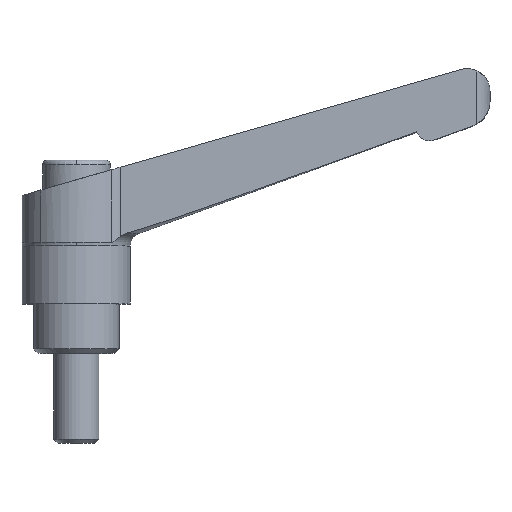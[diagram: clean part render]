
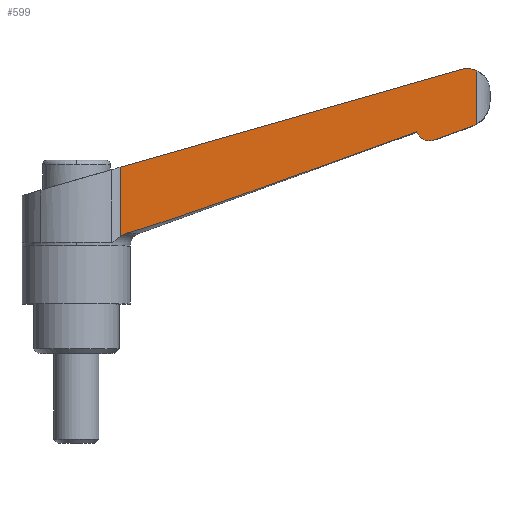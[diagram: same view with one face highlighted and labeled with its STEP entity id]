
A CAD part, top view. The second image highlights one B-rep face of the part: STEP entity #599.
In plain terms, the highlighted planar face has unit normal (0.035, 0, 0.999).
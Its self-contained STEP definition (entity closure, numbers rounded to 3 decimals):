
#263 = VERTEX_POINT( '', #750 );
#369 = VERTEX_POINT( '', #863 );
#385 = VERTEX_POINT( '', #879 );
#403 = EDGE_CURVE( '', #705, #533, #900, .T. );
#417 = VERTEX_POINT( '', #915 );
#427 = VERTEX_POINT( '', #927 );
#433 = VERTEX_POINT( '', #934 );
#485 = EDGE_CURVE( '', #433, #263, #992, .T. );
#495 = EDGE_CURVE( '', #433, #533, #1003, .T. );
#527 = EDGE_CURVE( '', #707, #369, #1039, .T. );
#533 = VERTEX_POINT( '', #1045 );
#567 = EDGE_CURVE( '', #385, #427, #1084, .T. );
#569 = EDGE_CURVE( '', #705, #385, #1086, .T. );
#599 = ADVANCED_FACE( '', ( #1119 ), #1120, .F. );
#609 = EDGE_CURVE( '', #369, #417, #1132, .T. );
#679 = EDGE_CURVE( '', #417, #263, #1208, .T. );
#701 = EDGE_CURVE( '', #427, #707, #1231, .T. );
#705 = VERTEX_POINT( '', #1236 );
#707 = VERTEX_POINT( '', #1238 );
#750 = CARTESIAN_POINT( '', ( 9.729, 41.408, 8.461 ) );
#863 = CARTESIAN_POINT( '', ( 11.158, 26.718, 8.411 ) );
#879 = CARTESIAN_POINT( '', ( 87.864, 50.488, 5.732 ) );
#900 = LINE( '', #1529, #1530 );
#915 = CARTESIAN_POINT( '', ( 9.729, 26.036, 8.461 ) );
#927 = CARTESIAN_POINT( '', ( 79.617, 47.501, 6.02 ) );
#934 = CARTESIAN_POINT( '', ( 86.144, 63.321, 5.793 ) );
#992 = LINE( '', #1673, #1674 );
#1003 = B_SPLINE_CURVE_WITH_KNOTS( '', 3, ( #1689, #1690, #1691, #1692, #1693, #1694, #1695, #1696, #1697, #1698, #1699, #1700 ), .UNSPECIFIED., .F., .F., ( 4, 2, 2, 2, 2, 4 ), ( 20.959, 21.341, 22.273, 23.205, 24.136, 24.506 ), .UNSPECIFIED. );
#1039 = ( B_SPLINE_CURVE( 2, ( #1756, #1757, #1758 ), .UNSPECIFIED., .F., .F. )B_SPLINE_CURVE_WITH_KNOTS( ( 3, 3 ), ( 0., 68.465 ), .UNSPECIFIED. )RATIONAL_B_SPLINE_CURVE( ( 1., 1.437, 1. ) )BOUNDED_CURVE(  )REPRESENTATION_ITEM( '' )GEOMETRIC_REPRESENTATION_ITEM(  )CURVE(  ) );
#1045 = CARTESIAN_POINT( '', ( 89.079, 62.824, 5.69 ) );
#1084 = ( B_SPLINE_CURVE( 2, ( #1836, #1837, #1838 ), .UNSPECIFIED., .F., .F. )B_SPLINE_CURVE_WITH_KNOTS( ( 3, 3 ), ( 0., 8.776 ), .UNSPECIFIED. )RATIONAL_B_SPLINE_CURVE( ( 1., 1.001, 1. ) )BOUNDED_CURVE(  )REPRESENTATION_ITEM( '' )GEOMETRIC_REPRESENTATION_ITEM(  )CURVE(  ) );
#1086 = B_SPLINE_CURVE_WITH_KNOTS( '', 3, ( #1847, #1848, #1849, #1850, #1851, #1852, #1853, #1854 ), .UNSPECIFIED., .F., .F., ( 4, 2, 2, 4 ), ( 5.64, 6.114, 6.671, 6.934 ), .UNSPECIFIED. );
#1119 = FACE_OUTER_BOUND( '', #1903, .T. );
#1120 = PLANE( '', #1904 );
#1132 = B_SPLINE_CURVE_WITH_KNOTS( '', 3, ( #1918, #1919, #1920, #1921, #1922, #1923, #1924, #1925 ), .UNSPECIFIED., .F., .F., ( 4, 2, 2, 4 ), ( 6.098, 6.378, 7.098, 7.598 ), .UNSPECIFIED. );
#1208 = LINE( '', #2046, #2047 );
#1231 = B_SPLINE_CURVE_WITH_KNOTS( '', 3, ( #2094, #2095, #2096, #2097, #2098, #2099, #2100, #2101, #2102, #2103, #2104, #2105, #2106, #2107, #2108, #2109, #2110, #2111, #2112, #2113 ), .UNSPECIFIED., .F., .F., ( 4, 2, 2, 2, 2, 2, 2, 2, 2, 4 ), ( 3.468, 3.897, 4.456, 5.016, 5.576, 6.135, 6.693, 7.249, 7.805, 7.931 ), .UNSPECIFIED. );
#1236 = CARTESIAN_POINT( '', ( 89.079, 51.09, 5.69 ) );
#1238 = CARTESIAN_POINT( '', ( 75.749, 49.294, 6.156 ) );
#1529 = CARTESIAN_POINT( '', ( 89.079, 0., 5.69 ) );
#1530 = VECTOR( '', #2330, 1. );
#1673 = CARTESIAN_POINT( '', ( -7.353, 36.509, 9.057 ) );
#1674 = VECTOR( '', #2432, 1. );
#1689 = CARTESIAN_POINT( '', ( 85.423, 63.171, 5.818 ) );
#1690 = CARTESIAN_POINT( '', ( 85.555, 63.209, 5.813 ) );
#1691 = CARTESIAN_POINT( '', ( 85.69, 63.241, 5.808 ) );
#1692 = CARTESIAN_POINT( '', ( 86.158, 63.334, 5.792 ) );
#1693 = CARTESIAN_POINT( '', ( 86.497, 63.365, 5.78 ) );
#1694 = CARTESIAN_POINT( '', ( 87.118, 63.365, 5.759 ) );
#1695 = CARTESIAN_POINT( '', ( 87.457, 63.334, 5.747 ) );
#1696 = CARTESIAN_POINT( '', ( 88.121, 63.203, 5.723 ) );
#1697 = CARTESIAN_POINT( '', ( 88.446, 63.101, 5.712 ) );
#1698 = CARTESIAN_POINT( '', ( 88.847, 62.936, 5.698 ) );
#1699 = CARTESIAN_POINT( '', ( 88.963, 62.883, 5.694 ) );
#1700 = CARTESIAN_POINT( '', ( 89.079, 62.824, 5.69 ) );
#1756 = CARTESIAN_POINT( '', ( 75.749, 49.294, 6.156 ) );
#1757 = CARTESIAN_POINT( '', ( 21.189, 29.557, 8.061 ) );
#1758 = CARTESIAN_POINT( '', ( 11.158, 26.718, 8.411 ) );
#1836 = CARTESIAN_POINT( '', ( 87.864, 50.488, 5.732 ) );
#1837 = CARTESIAN_POINT( '', ( 83.539, 48.921, 5.883 ) );
#1838 = CARTESIAN_POINT( '', ( 79.617, 47.501, 6.02 ) );
#1847 = CARTESIAN_POINT( '', ( 89.079, 51.09, 5.69 ) );
#1848 = CARTESIAN_POINT( '', ( 88.934, 50.997, 5.695 ) );
#1849 = CARTESIAN_POINT( '', ( 88.786, 50.91, 5.7 ) );
#1850 = CARTESIAN_POINT( '', ( 88.462, 50.738, 5.712 ) );
#1851 = CARTESIAN_POINT( '', ( 88.285, 50.656, 5.718 ) );
#1852 = CARTESIAN_POINT( '', ( 88.033, 50.551, 5.727 ) );
#1853 = CARTESIAN_POINT( '', ( 87.95, 50.519, 5.729 ) );
#1854 = CARTESIAN_POINT( '', ( 87.864, 50.488, 5.732 ) );
#1903 = EDGE_LOOP( '', ( #2601, #2602, #2603, #2604, #2605, #2606, #2607, #2608, #2609 ) );
#1904 = AXIS2_PLACEMENT_3D( '', #2610, #2611, #2612 );
#1918 = CARTESIAN_POINT( '', ( 11.158, 26.718, 8.411 ) );
#1919 = CARTESIAN_POINT( '', ( 11.063, 26.692, 8.414 ) );
#1920 = CARTESIAN_POINT( '', ( 10.971, 26.663, 8.418 ) );
#1921 = CARTESIAN_POINT( '', ( 10.657, 26.553, 8.429 ) );
#1922 = CARTESIAN_POINT( '', ( 10.415, 26.448, 8.437 ) );
#1923 = CARTESIAN_POINT( '', ( 10.025, 26.236, 8.451 ) );
#1924 = CARTESIAN_POINT( '', ( 9.871, 26.138, 8.456 ) );
#1925 = CARTESIAN_POINT( '', ( 9.729, 26.036, 8.461 ) );
#2046 = CARTESIAN_POINT( '', ( 9.729, 0., 8.461 ) );
#2047 = VECTOR( '', #2710, 1. );
#2094 = CARTESIAN_POINT( '', ( 79.617, 47.501, 6.02 ) );
#2095 = CARTESIAN_POINT( '', ( 79.478, 47.451, 6.025 ) );
#2096 = CARTESIAN_POINT( '', ( 79.327, 47.408, 6.031 ) );
#2097 = CARTESIAN_POINT( '', ( 78.975, 47.338, 6.043 ) );
#2098 = CARTESIAN_POINT( '', ( 78.772, 47.32, 6.05 ) );
#2099 = CARTESIAN_POINT( '', ( 78.398, 47.32, 6.063 ) );
#2100 = CARTESIAN_POINT( '', ( 78.195, 47.338, 6.07 ) );
#2101 = CARTESIAN_POINT( '', ( 77.796, 47.418, 6.084 ) );
#2102 = CARTESIAN_POINT( '', ( 77.6, 47.478, 6.091 ) );
#2103 = CARTESIAN_POINT( '', ( 77.256, 47.621, 6.103 ) );
#2104 = CARTESIAN_POINT( '', ( 77.075, 47.715, 6.109 ) );
#2105 = CARTESIAN_POINT( '', ( 76.737, 47.94, 6.121 ) );
#2106 = CARTESIAN_POINT( '', ( 76.58, 48.07, 6.126 ) );
#2107 = CARTESIAN_POINT( '', ( 76.317, 48.332, 6.136 ) );
#2108 = CARTESIAN_POINT( '', ( 76.187, 48.488, 6.14 ) );
#2109 = CARTESIAN_POINT( '', ( 75.962, 48.824, 6.148 ) );
#2110 = CARTESIAN_POINT( '', ( 75.867, 49.004, 6.151 ) );
#2111 = CARTESIAN_POINT( '', ( 75.78, 49.213, 6.154 ) );
#2112 = CARTESIAN_POINT( '', ( 75.764, 49.253, 6.155 ) );
#2113 = CARTESIAN_POINT( '', ( 75.749, 49.294, 6.156 ) );
#2330 = DIRECTION( '', ( 0., 1., 0. ) );
#2432 = DIRECTION( '', ( -0.961, -0.275, 0.034 ) );
#2601 = ORIENTED_EDGE( '', *, *, #485, .T. );
#2602 = ORIENTED_EDGE( '', *, *, #679, .F. );
#2603 = ORIENTED_EDGE( '', *, *, #609, .F. );
#2604 = ORIENTED_EDGE( '', *, *, #527, .F. );
#2605 = ORIENTED_EDGE( '', *, *, #701, .F. );
#2606 = ORIENTED_EDGE( '', *, *, #567, .F. );
#2607 = ORIENTED_EDGE( '', *, *, #569, .F. );
#2608 = ORIENTED_EDGE( '', *, *, #403, .T. );
#2609 = ORIENTED_EDGE( '', *, *, #495, .F. );
#2610 = CARTESIAN_POINT( '', ( 9.729, 0., 8.461 ) );
#2611 = DIRECTION( '', ( -0.035, 0., -0.999 ) );
#2612 = DIRECTION( '', ( -0.999, 0., 0.035 ) );
#2710 = DIRECTION( '', ( 0., 1., 0. ) );
